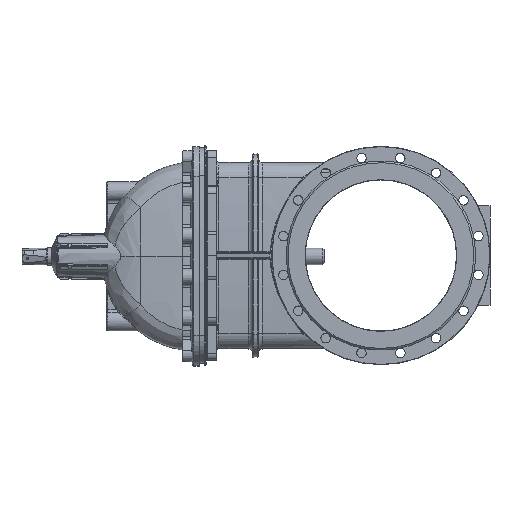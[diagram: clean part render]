
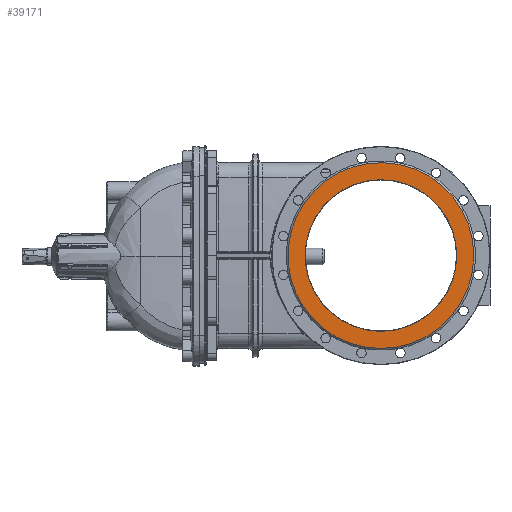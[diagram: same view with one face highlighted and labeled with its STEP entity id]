
A CAD part, left-side view. The second image highlights one B-rep face of the part: STEP entity #39171.
In plain terms, the highlighted planar face has unit normal (-1, 0, 0).
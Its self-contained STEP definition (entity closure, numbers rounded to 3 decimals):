
#193 = EDGE_LOOP ( 'NONE', ( #20467 ) ) ;
#237 = CARTESIAN_POINT ( 'NONE',  ( -145., 0., 175.5 ) ) ;
#610 = FACE_BOUND ( 'NONE', #193, .T. ) ;
#885 = EDGE_LOOP ( 'NONE', ( #4764 ) ) ;
#4764 = ORIENTED_EDGE ( 'NONE', *, *, #25638, .F. ) ;
#7445 = DIRECTION ( 'NONE',  ( -1., 0., 0. ) ) ;
#8066 = CARTESIAN_POINT ( 'NONE',  ( -145., 0., 0. ) ) ;
#9366 = DIRECTION ( 'NONE',  ( 1., 0., 0. ) ) ;
#11308 = DIRECTION ( 'NONE',  ( 0., 0., -1. ) ) ;
#11507 = VERTEX_POINT ( 'NONE', #38441 ) ;
#13352 = AXIS2_PLACEMENT_3D ( 'NONE', #28607, #9366, #31831 ) ;
#13949 = CIRCLE ( 'NONE', #29601, 215. ) ;
#14637 = FACE_OUTER_BOUND ( 'NONE', #885, .T. ) ;
#20123 = PLANE ( 'NONE',  #23403 ) ;
#20251 = CARTESIAN_POINT ( 'NONE',  ( -145., 0., 0. ) ) ;
#20467 = ORIENTED_EDGE ( 'NONE', *, *, #34240, .T. ) ;
#22561 = VERTEX_POINT ( 'NONE', #237 ) ;
#23403 = AXIS2_PLACEMENT_3D ( 'NONE', #20251, #7445, #29911 ) ;
#25638 = EDGE_CURVE ( 'NONE', #11507, #11507, #13949, .T. ) ;
#28607 = CARTESIAN_POINT ( 'NONE',  ( -145., 0., 0. ) ) ;
#29601 = AXIS2_PLACEMENT_3D ( 'NONE', #8066, #30526, #11308 ) ;
#29911 = DIRECTION ( 'NONE',  ( 0., 0., -1. ) ) ;
#30526 = DIRECTION ( 'NONE',  ( 1., 0., 0. ) ) ;
#31831 = DIRECTION ( 'NONE',  ( 0., 0., 1. ) ) ;
#34240 = EDGE_CURVE ( 'NONE', #22561, #22561, #38220, .T. ) ;
#38220 = CIRCLE ( 'NONE', #13352, 175.5 ) ;
#38441 = CARTESIAN_POINT ( 'NONE',  ( -145., 0., -215. ) ) ;
#39171 = ADVANCED_FACE ( 'NONE', ( #610, #14637 ), #20123, .T. ) ;
